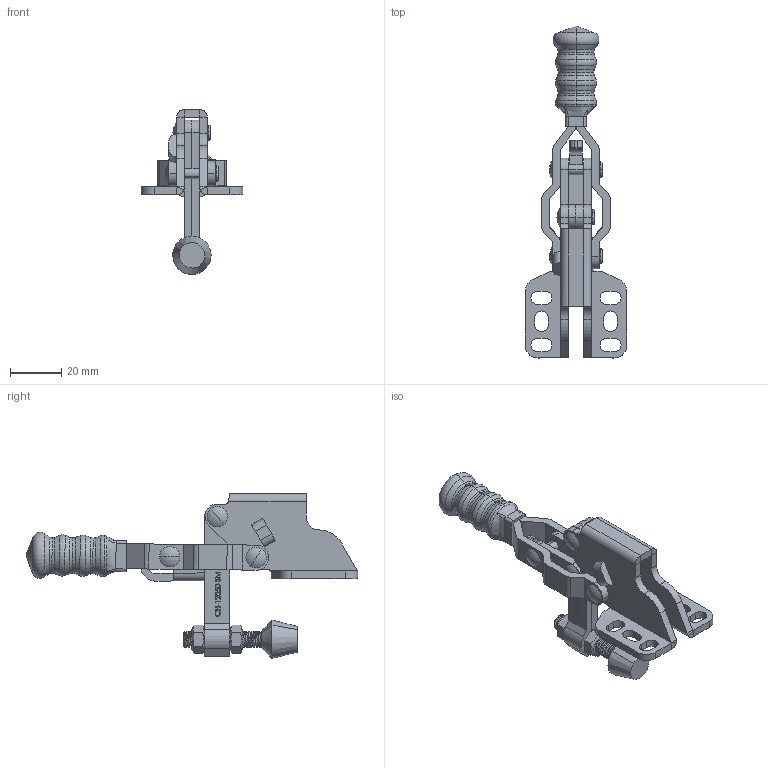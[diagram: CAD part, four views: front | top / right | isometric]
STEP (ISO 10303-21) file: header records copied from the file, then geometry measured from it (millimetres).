
FILE_DESCRIPTION (( 'STEP AP203' ), '1' );
FILE_NAME ('CH-12050-SM.STEP', '2017-11-07T12:51:22', ( 'Windows' ), ( 'Microsoft' ), 'SwSTEP 2.0', 'SolidWorks 2015', '' );
FILE_SCHEMA (( 'CONFIG_CONTROL_DESIGN' ));
Length unit declared in the file: millimetre
Products named in the file (10): CH-12050-05; CH-12050-SM-03; CH-12050-SM-07; CH-12050-SM BASE; CH-12050-SM; CH-12050-SM-02 FIXED SPINDLE; CH-12050-07; CH-12050-03 STRAIGHT HANDLE; CH-12050-04 CONNECTING-PLATE; CH-12050-06
Assembly tree (12 placements, depth 2):
  CH-12050-SM
    CH-12050-SM BASE
    CH-12050-SM-02 FIXED SPINDLE
    CH-12050-07  x2
    CH-12050-03 STRAIGHT HANDLE
    CH-12050-04 CONNECTING-PLATE
    CH-12050-06  x2
    CH-12050-05
    CH-12050-SM-03  x2
    CH-12050-SM-07
Bounding box: 39.7 x 129.75 x 64.45 mm (x, y, z)
Volume: 29522.6 mm3; surface area: 25636.2 mm2
Topology: 14 solids, 16 shells, 843 faces, 2240 edges, 1456 vertices
Faces by surface type: plane 325, bspline 209, cylinder 208, cone 47, torus 46, sphere 8
Entity records: 36887 total; most frequent: CARTESIAN_POINT 17574, ORIENTED_EDGE 4202, DIRECTION 3093, EDGE_CURVE 2101, VERTEX_POINT 1374, VECTOR 1133, LINE 1133, AXIS2_PLACEMENT_3D 980
